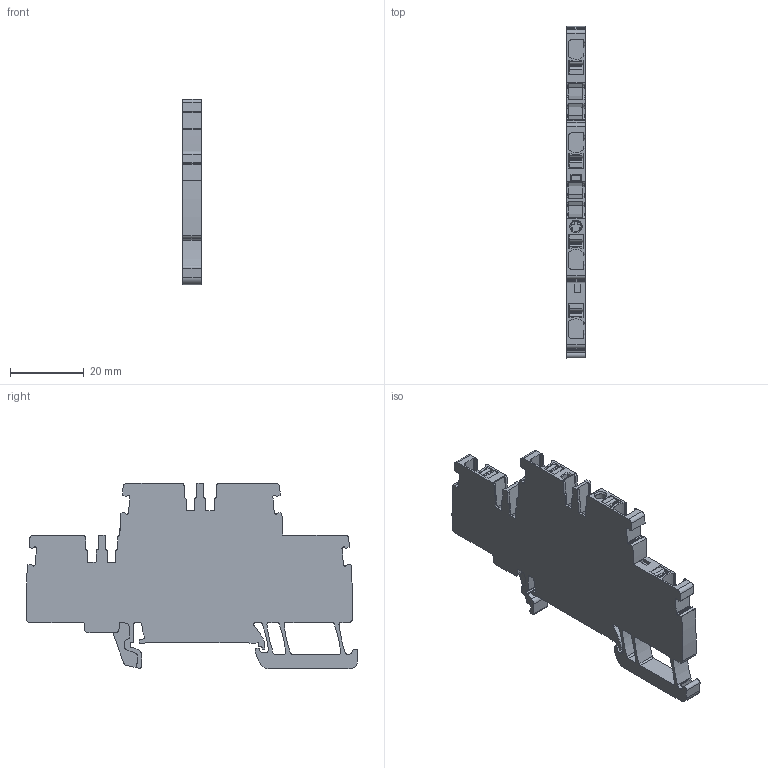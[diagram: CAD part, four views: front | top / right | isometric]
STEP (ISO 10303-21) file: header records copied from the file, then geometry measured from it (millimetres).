
FILE_DESCRIPTION(('CATIA V5R20 STEP214','CAx-IF Rec.Pracs.--- Model Styling and Organization---1.5--- 2016-08-15','CAx-IF Rec.Pracs.---Supplemental Geometry---1.0---2011-11-01','CAx-IF Rec.Pracs.--- Composite Materials ---1.1---2010-07-15'),'2;1');
FILE_NAME ('8393346_4', '2025-08-13T08:03:59+00:00', ('Weidmueller Interface'), ('Weidmueller'), 'CATIA Version 5-6 Release 2024 SP4', 'CATIA V5 STEP AP214 v3', 'none');
FILE_SCHEMA(('AUTOMOTIVE_DESIGN { 1 0 10303 214 1 1 1 1 }'));
Length unit declared in the file: millimetre
Products named in the file (1): 1547650000_A2T_2-5_VL
Bounding box: 5.1 x 89.73 x 50.15 mm (x, y, z)
Volume: 13650.6 mm3; surface area: 9568.3 mm2
Topology: 1 solids, 1 shells, 657 faces, 1943 edges, 1297 vertices
Faces by surface type: plane 309, cylinder 290, extrusion 56, cone 2
Entity records: 22520 total; most frequent: CARTESIAN_POINT 5670, ORIENTED_EDGE 3886, DIRECTION 2766, EDGE_CURVE 1943, VECTOR 1302, VERTEX_POINT 1297, LINE 1246, AXIS2_PLACEMENT_3D 987
